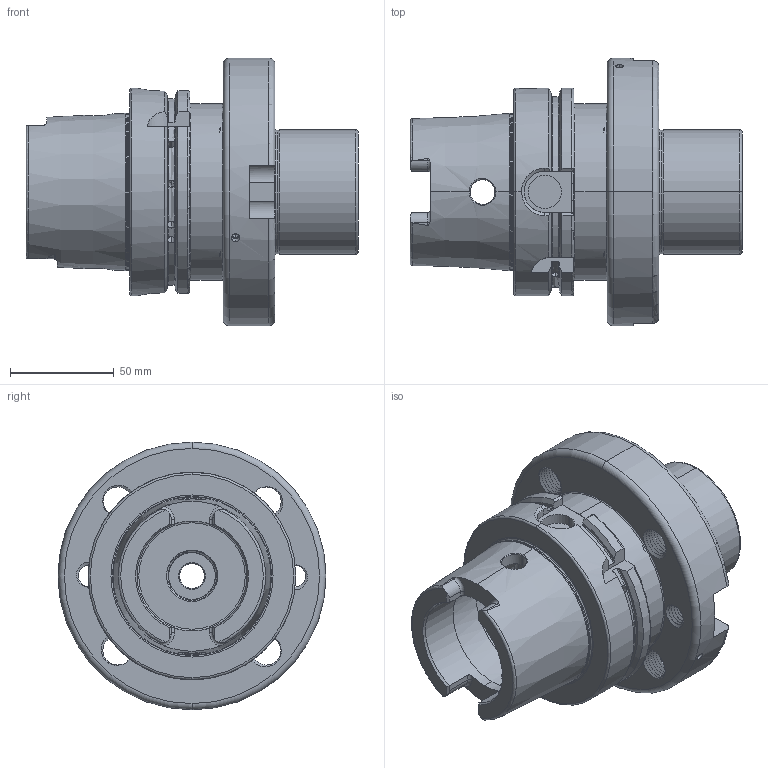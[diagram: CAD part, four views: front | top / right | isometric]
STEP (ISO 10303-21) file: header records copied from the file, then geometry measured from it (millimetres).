
FILE_DESCRIPTION (( 'STEP AP203' ), '1' );
FILE_NAME ('A100.11.60.STEP', '2016-10-19T01:55:30', ( '' ), ( '' ), 'SwSTEP 2.0', 'SolidWorks 2012', '' );
FILE_SCHEMA (( 'CONFIG_CONTROL_DESIGN' ));
Products named in the file (1): A100.11.60
Bounding box: 160 x 129 x 129 mm (x, y, z)
Volume: 685549.9 mm3; surface area: 109679.4 mm2
Topology: 1 solids, 1 shells, 476 faces, 1323 edges, 842 vertices
Faces by surface type: cylinder 263, plane 69, cone 60, torus 46, bspline 38
Entity records: 45962 total; most frequent: CARTESIAN_POINT 35268, ORIENTED_EDGE 2618, DIRECTION 1837, EDGE_CURVE 1309, VERTEX_POINT 842, AXIS2_PLACEMENT_3D 714, EDGE_LOOP 509, ADVANCED_FACE 476
